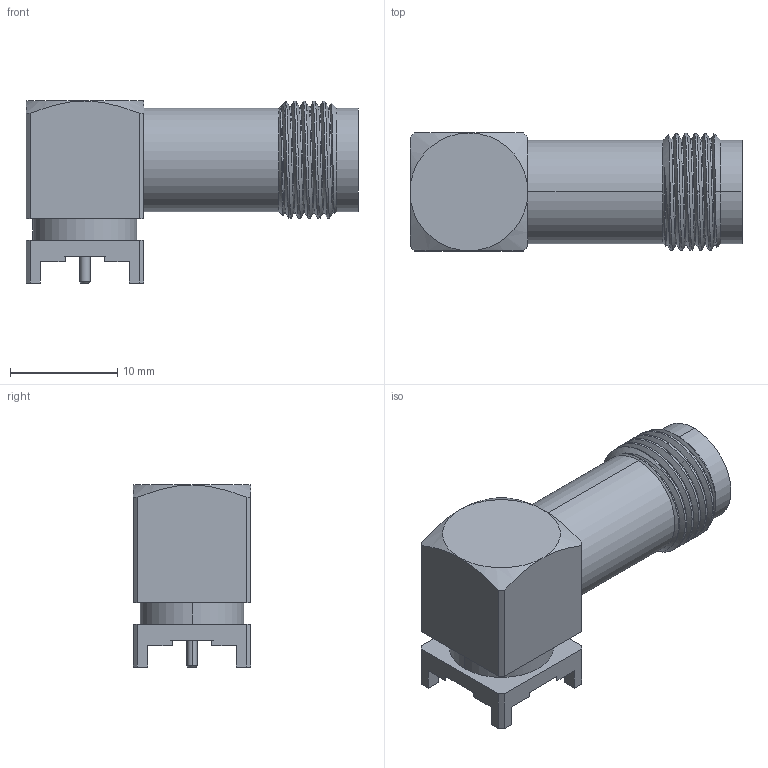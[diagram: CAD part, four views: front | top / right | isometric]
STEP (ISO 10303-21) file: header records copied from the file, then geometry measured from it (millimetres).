
FILE_DESCRIPTION((''),'2;1');
FILE_NAME('122462_SW0001','2020-05-05T',('Vijayaragavan'),(''),'CREO PARAMETRIC BY PTC INC, 2018360','CREO PARAMETRIC BY PTC INC, 2018360','');
FILE_SCHEMA(('CONFIG_CONTROL_DESIGN'));
Length unit declared in the file: millimetre
Products named in the file (1): 122462_SW0001
Bounding box: 31 x 11 x 17 mm (x, y, z)
Volume: 2749.5 mm3; surface area: 1982.3 mm2
Topology: 1 solids, 1 shells, 102 faces, 269 edges, 173 vertices
Faces by surface type: plane 47, cylinder 33, cone 16, bspline 6
Entity records: 5064 total; most frequent: CARTESIAN_POINT 2532, ORIENTED_EDGE 534, DIRECTION 501, EDGE_CURVE 267, AXIS2_PLACEMENT_3D 177, VERTEX_POINT 173, VECTOR 147, LINE 147
